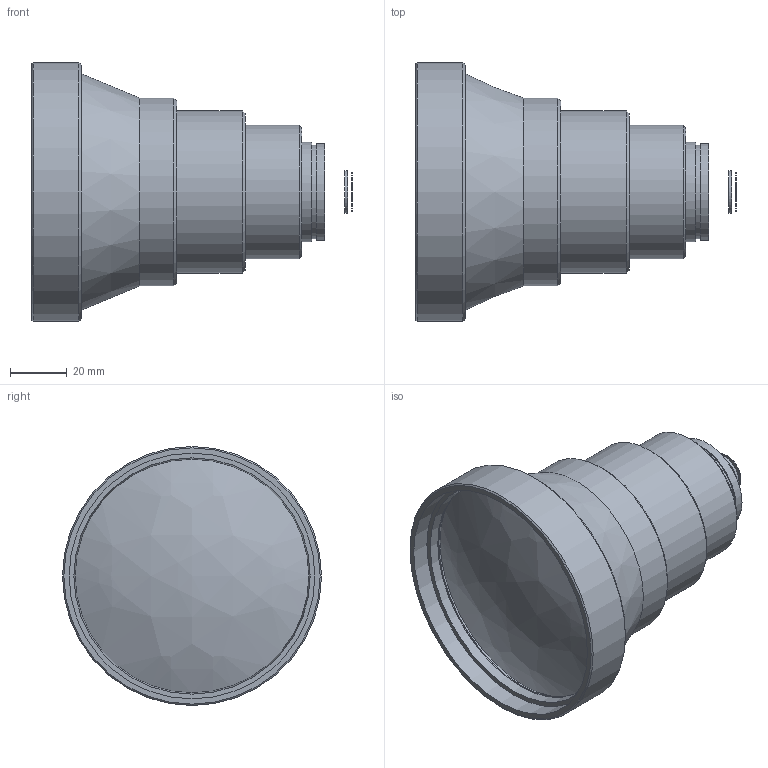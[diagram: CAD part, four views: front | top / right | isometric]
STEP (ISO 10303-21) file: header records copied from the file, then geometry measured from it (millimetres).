
FILE_DESCRIPTION (( 'STEP AP203' ), '1' );
FILE_NAME ('LA-0004-3100F1.2消热差镜头外形图.STEP', '2023-11-06T08:17:22', ( 'Windows User' ), ( 'P R C' ), 'SwSTEP 2.0', 'SolidWorks 2020', '' );
FILE_SCHEMA (( 'CONFIG_CONTROL_DESIGN' ));
Length unit declared in the file: millimetre
Products named in the file (1): LA-0004-3100F1.2消热差镜头外形图
Bounding box: 112.65 x 91 x 91 mm (x, y, z)
Volume: 273043.8 mm3; surface area: 40752.1 mm2
Topology: 3 solids, 3 shells, 38 faces, 60 edges, 39 vertices
Faces by surface type: plane 15, cylinder 13, cone 7, bspline 3
Full cylindrical faces by diameter (mm): 13.599 x1, 14.785 x1, 30 x1, 33 x1, 34 x1, 35 x1, 42.6 x1, 47 x1, 57 x1, 66 x1, 82.1 x1, 86.3 x1, 91 x1
Entity records: 852 total; most frequent: CARTESIAN_POINT 166, DIRECTION 142, AXIS2_PLACEMENT_3D 71, EDGE_LOOP 70, ORIENTED_EDGE 70, FACE_OUTER_BOUND 52, ADVANCED_FACE 38, CIRCLE 35
